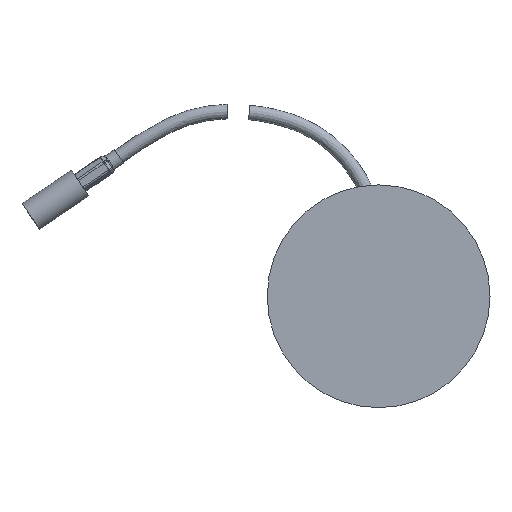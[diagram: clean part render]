
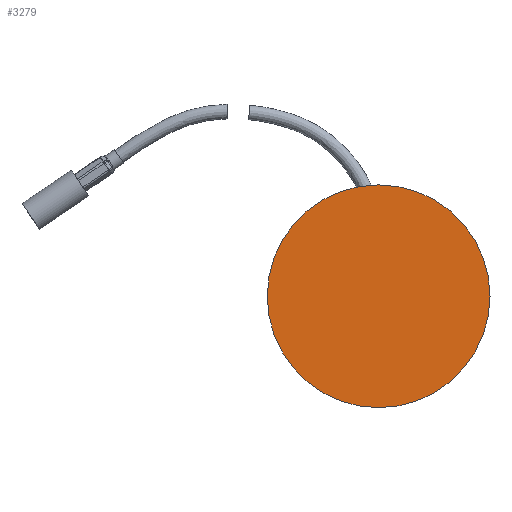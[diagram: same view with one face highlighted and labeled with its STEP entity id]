
A CAD part, front view. The second image highlights one B-rep face of the part: STEP entity #3279.
In plain terms, the highlighted planar face has unit normal (0, -1, 0).
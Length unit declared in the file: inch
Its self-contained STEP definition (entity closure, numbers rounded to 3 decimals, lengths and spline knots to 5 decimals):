
#77 = CARTESIAN_POINT ( 'NONE',  ( 0., 0., 0. ) ) ;
#753 = ORIENTED_EDGE ( 'NONE', *, *, #6650, .F. ) ;
#991 = CARTESIAN_POINT ( 'NONE',  ( 0., 0., 0. ) ) ;
#1007 = DIRECTION ( 'NONE',  ( 0., 1., 0. ) ) ;
#1607 = CARTESIAN_POINT ( 'NONE',  ( 0., 0., 0. ) ) ;
#1721 = CARTESIAN_POINT ( 'NONE',  ( 0., 0., 1.5 ) ) ;
#1864 = CIRCLE ( 'NONE', #4042, 1.5 ) ;
#3106 = AXIS2_PLACEMENT_3D ( 'NONE', #991, #1007, #9997 ) ;
#3279 = ADVANCED_FACE ( 'NONE', ( #8886 ), #3820, .F. ) ;
#3820 = PLANE ( 'NONE',  #3106 ) ;
#4042 = AXIS2_PLACEMENT_3D ( 'NONE', #77, #9814, #4183 ) ;
#4183 = DIRECTION ( 'NONE',  ( 0., 0., 1. ) ) ;
#4311 = EDGE_CURVE ( 'NONE', #4329, #4990, #7398, .T. ) ;
#4329 = VERTEX_POINT ( 'NONE', #1721 ) ;
#4990 = VERTEX_POINT ( 'NONE', #5210 ) ;
#5210 = CARTESIAN_POINT ( 'NONE',  ( 0., 0., -1.5 ) ) ;
#5731 = AXIS2_PLACEMENT_3D ( 'NONE', #1607, #9692, #8891 ) ;
#6212 = ORIENTED_EDGE ( 'NONE', *, *, #4311, .F. ) ;
#6650 = EDGE_CURVE ( 'NONE', #4990, #4329, #1864, .T. ) ;
#7398 = CIRCLE ( 'NONE', #5731, 1.5 ) ;
#8886 = FACE_OUTER_BOUND ( 'NONE', #10086, .T. ) ;
#8891 = DIRECTION ( 'NONE',  ( 0., 0., 1. ) ) ;
#9692 = DIRECTION ( 'NONE',  ( 0., 1., 0. ) ) ;
#9814 = DIRECTION ( 'NONE',  ( 0., 1., 0. ) ) ;
#9997 = DIRECTION ( 'NONE',  ( 0., 0., 1. ) ) ;
#10086 = EDGE_LOOP ( 'NONE', ( #6212, #753 ) ) ;
